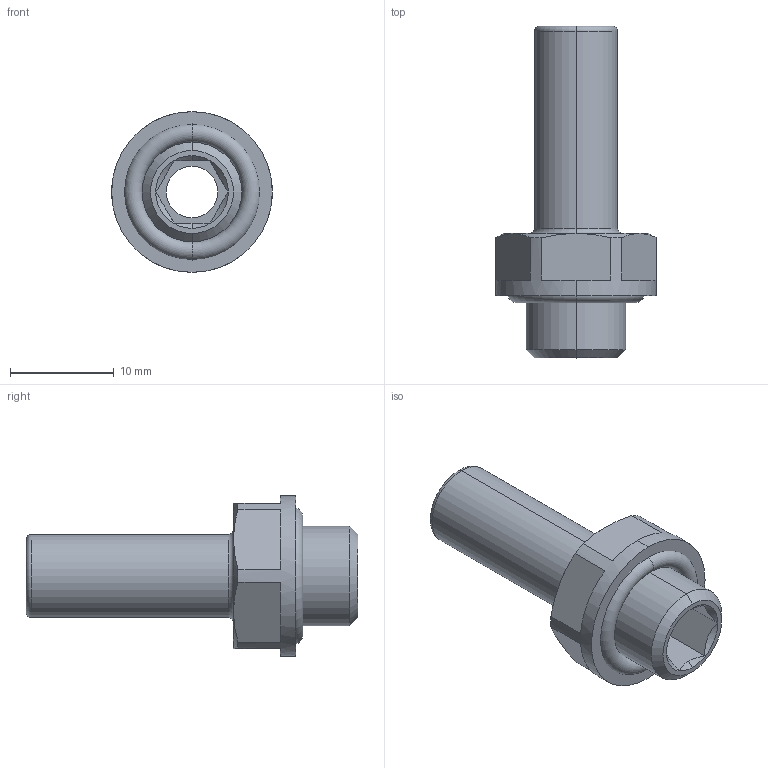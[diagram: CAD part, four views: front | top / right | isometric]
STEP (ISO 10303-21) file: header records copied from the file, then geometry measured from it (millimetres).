
FILE_DESCRIPTION (( 'STEP AP203' ), '1' );
FILE_NAME ('B0030041.STEP', '2011-03-16T16:03:51', ( '' ), ( 'sopra-pneumatic' ), 'SwSTEP 2.0', 'SolidWorks 2009', '' );
FILE_SCHEMA (( 'CONFIG_CONTROL_DESIGN' ));
Length unit declared in the file: millimetre
Products named in the file (1): B0030041
Bounding box: 15.5 x 32 x 15.5 mm (x, y, z)
Volume: 1624.4 mm3; surface area: 2141.8 mm2
Topology: 2 solids, 2 shells, 56 faces, 130 edges, 80 vertices
Faces by surface type: plane 24, cylinder 12, cone 12, torus 8
Entity records: 1763 total; most frequent: CARTESIAN_POINT 391, DIRECTION 286, ORIENTED_EDGE 260, EDGE_CURVE 130, AXIS2_PLACEMENT_3D 119, VERTEX_POINT 80, EDGE_LOOP 62, CIRCLE 62
